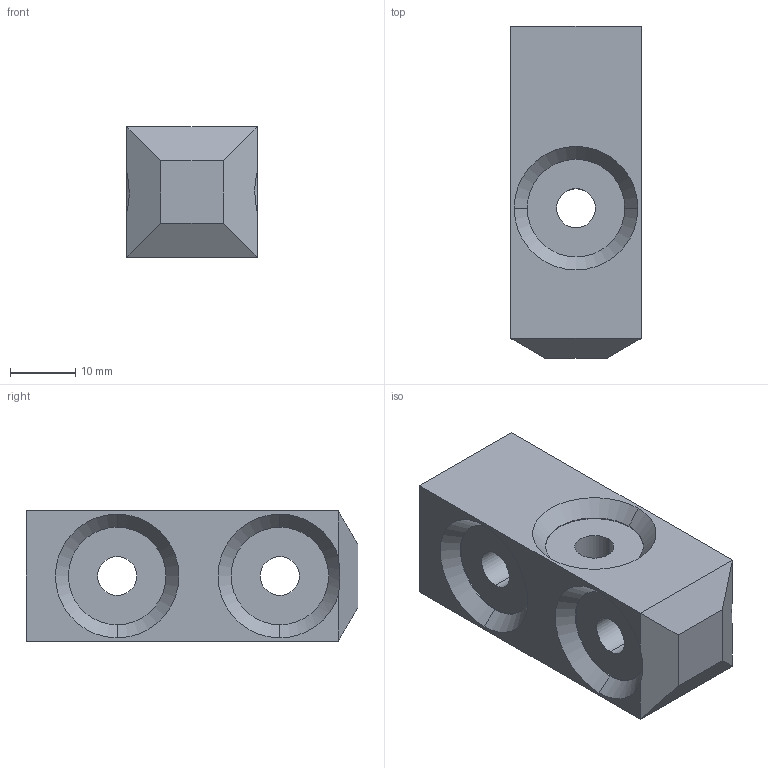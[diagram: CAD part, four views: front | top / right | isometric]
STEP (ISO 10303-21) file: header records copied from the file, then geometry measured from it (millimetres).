
FILE_DESCRIPTION (( 'STEP AP203' ), '1' );
FILE_NAME ('y_foot.STEP', '2012-11-28T03:44:55', ( 'LVG' ), ( 'MouseComputer PC' ), 'SwSTEP 2.0', 'SolidWorks 2011', '' );
FILE_SCHEMA (( 'CONFIG_CONTROL_DESIGN' ));
Length unit declared in the file: millimetre
Products named in the file (1): y_foot
Bounding box: 20 x 51 x 20 mm (x, y, z)
Volume: 14675.9 mm3; surface area: 6105.7 mm2
Topology: 1 solids, 1 shells, 49 faces, 110 edges, 68 vertices
Faces by surface type: cylinder 20, plane 17, cone 12
Entity records: 1469 total; most frequent: DIRECTION 262, CARTESIAN_POINT 242, ORIENTED_EDGE 220, EDGE_CURVE 110, AXIS2_PLACEMENT_3D 104, VERTEX_POINT 68, EDGE_LOOP 60, CIRCLE 54
